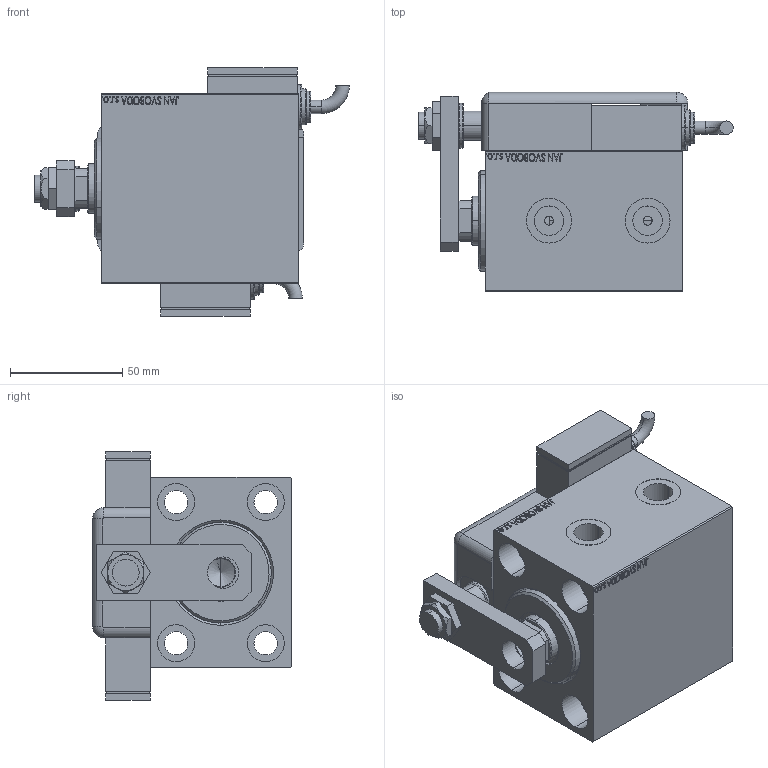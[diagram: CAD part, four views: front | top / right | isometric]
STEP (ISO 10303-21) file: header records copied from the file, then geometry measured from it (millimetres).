
FILE_DESCRIPTION (( 'STEP AP203' ), '1' );
FILE_NAME ('e65a.STEP', '2021-03-19T01:19:21', ( '' ), ( '' ), 'SwSTEP 2.0', 'SolidWorks 2019', '' );
FILE_SCHEMA (( 'CONFIG_CONTROL_DESIGN' ));
Length unit declared in the file: millimetre
Products named in the file (13): V450CM_VC_B dfeb7b7d176c829cb48b5cddfa8b5ca7; SWITCH DIM A_G dfeb7b7d176c829cb48b5cddfa8b5ca7; MAGNETIC SWITCH Q dfeb7b7d176c829cb48b5cddfa8b5ca7; SWITCH_Q_FRONT_BACK dfeb7b7d176c829cb48b5cddfa8b5ca7; V450CM_C_VCP dfeb7b7d176c829cb48b5cddfa8b5ca7; SWITCH Q dfeb7b7d176c829cb48b5cddfa8b5ca7; NUT_D13 dfeb7b7d176c829cb48b5cddfa8b5ca7; TYC dfeb7b7d176c829cb48b5cddfa8b5ca7; KRYT dfeb7b7d176c829cb48b5cddfa8b5ca7; e65a; NUT_D19 dfeb7b7d176c829cb48b5cddfa8b5ca7; V450CM_C dfeb7b7d176c829cb48b5cddfa8b5ca7; ZARAZKA_Q dfeb7b7d176c829cb48b5cddfa8b5ca7
Assembly tree (13 placements, depth 3):
  e65a
    V450CM_C dfeb7b7d176c829cb48b5cddfa8b5ca7
    V450CM_C_VCP dfeb7b7d176c829cb48b5cddfa8b5ca7
    V450CM_VC_B dfeb7b7d176c829cb48b5cddfa8b5ca7
    MAGNETIC SWITCH Q dfeb7b7d176c829cb48b5cddfa8b5ca7
      SWITCH_Q_FRONT_BACK dfeb7b7d176c829cb48b5cddfa8b5ca7
      TYC dfeb7b7d176c829cb48b5cddfa8b5ca7
      ZARAZKA_Q dfeb7b7d176c829cb48b5cddfa8b5ca7
      SWITCH DIM A_G dfeb7b7d176c829cb48b5cddfa8b5ca7
      NUT_D19 dfeb7b7d176c829cb48b5cddfa8b5ca7
      NUT_D13 dfeb7b7d176c829cb48b5cddfa8b5ca7
      KRYT dfeb7b7d176c829cb48b5cddfa8b5ca7
      SWITCH Q dfeb7b7d176c829cb48b5cddfa8b5ca7  x2
Bounding box: 140.46 x 88.8 x 111 mm (x, y, z)
Volume: 538566.2 mm3; surface area: 131574.2 mm2
Topology: 13 solids, 13 shells, 1263 faces, 3206 edges, 2115 vertices
Faces by surface type: plane 619, bspline 471, cylinder 127, cone 22, torus 22, sphere 2
Entity records: 60401 total; most frequent: CARTESIAN_POINT 32394, ORIENTED_EDGE 6216, DIRECTION 3960, EDGE_CURVE 3108, VERTEX_POINT 2055, VECTOR 1842, LINE 1842, EDGE_LOOP 1401
